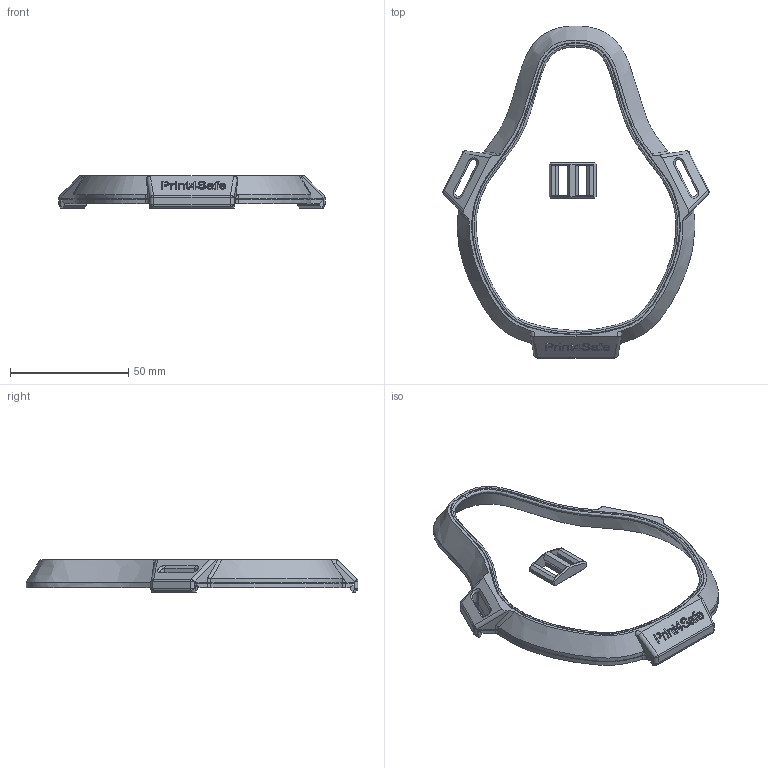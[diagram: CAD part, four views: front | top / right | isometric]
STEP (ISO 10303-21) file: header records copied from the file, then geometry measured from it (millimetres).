
FILE_DESCRIPTION(/* description */ (''),/* implementation_level */ '2;1');
FILE_NAME(/* name */ 'mask_top.step',/* time_stamp */ '2020-03-22T02:39:53+01:00',/* author */ (''),/* organization */ (''),/* preprocessor_version */ 'ST-DEVELOPER v18',/* originating_system */ 'Autodesk Translation Framework v8.12.0.6',/* authorisation */ '');
FILE_SCHEMA (('AUTOMOTIVE_DESIGN { 1 0 10303 214 3 1 1 }'));
Length unit declared in the file: millimetre
Products named in the file (1): mask_flat
Bounding box: 112.69 x 140.6 x 13.7 mm (x, y, z)
Volume: 17314.6 mm3; surface area: 23456.7 mm2
Topology: 3 solids, 3 shells, 453 faces, 1230 edges, 785 vertices
Faces by surface type: plane 215, bspline 202, cylinder 36
Entity records: 21173 total; most frequent: CARTESIAN_POINT 11099, ORIENTED_EDGE 2436, DIRECTION 1437, EDGE_CURVE 1218, VERTEX_POINT 785, LINE 711, VECTOR 711, EDGE_LOOP 483
